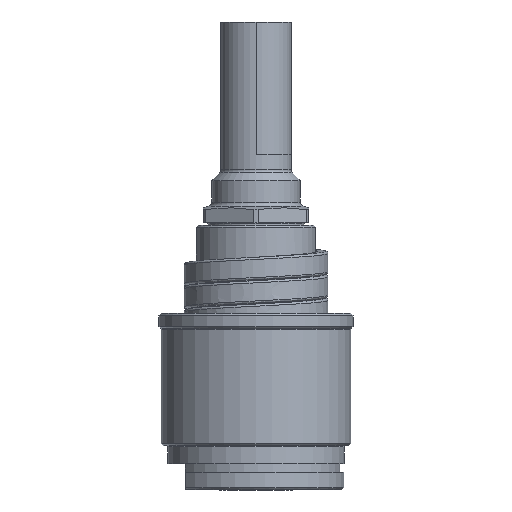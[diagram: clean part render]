
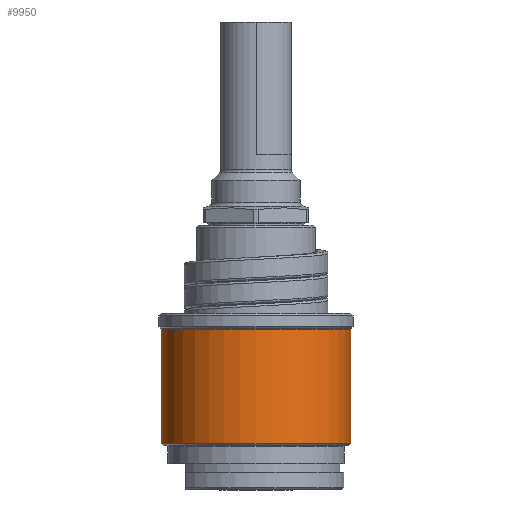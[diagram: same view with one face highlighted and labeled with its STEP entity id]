
A CAD part, front view. The second image highlights one B-rep face of the part: STEP entity #9950.
In plain terms, the highlighted cylindrical face has radius 21.5 mm (diameter 43 mm), a partial arc.
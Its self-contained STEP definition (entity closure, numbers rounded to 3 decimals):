
#2956=CARTESIAN_POINT('',(0.,0.,10.583));
#2957=DIRECTION('',(0.,0.,1.));
#2958=DIRECTION('',(-1.,0.,0.));
#2959=AXIS2_PLACEMENT_3D('',#2956,#2957,#2958);
#2961=DIRECTION('',(0.,0.,-1.));
#2962=VECTOR('',#2961,25.834);
#2963=CARTESIAN_POINT('',(-21.5,0.,36.417));
#2964=LINE('',#2963,#2962);
#2965=CARTESIAN_POINT('',(0.,0.,36.417));
#2966=DIRECTION('',(0.,0.,1.));
#2967=DIRECTION('',(-1.,0.,0.));
#2968=AXIS2_PLACEMENT_3D('',#2965,#2966,#2967);
#2970=DIRECTION('',(0.,0.,-1.));
#2971=VECTOR('',#2970,25.834);
#2972=CARTESIAN_POINT('',(21.5,0.,36.417));
#2973=LINE('',#2972,#2971);
#5587=CARTESIAN_POINT('',(21.5,0.,36.417));
#5588=CARTESIAN_POINT('',(-21.5,0.,36.417));
#5589=VERTEX_POINT('',#5587);
#5590=VERTEX_POINT('',#5588);
#5613=CARTESIAN_POINT('',(21.5,0.,10.583));
#5614=VERTEX_POINT('',#5613);
#5615=CARTESIAN_POINT('',(-21.5,0.,10.583));
#5616=VERTEX_POINT('',#5615);
#9938=CARTESIAN_POINT('',(0.,0.,8.5));
#9939=DIRECTION('',(0.,0.,1.));
#9940=DIRECTION('',(-1.,0.,0.));
#9941=AXIS2_PLACEMENT_3D('',#9938,#9939,#9940);
#9942=CYLINDRICAL_SURFACE('',#9941,21.5);
#9943=ORIENTED_EDGE('',*,*,#9919,.F.);
#9944=ORIENTED_EDGE('',*,*,#9900,.F.);
#9946=ORIENTED_EDGE('',*,*,#9945,.T.);
#9947=ORIENTED_EDGE('',*,*,#9896,.T.);
#9948=EDGE_LOOP('',(#9943,#9944,#9946,#9947));
#9949=FACE_OUTER_BOUND('',#9948,.F.);
#2960=CIRCLE('',#2959,21.5);
#2969=CIRCLE('',#2968,21.5);
#9896=EDGE_CURVE('',#5589,#5614,#2973,.T.);
#9900=EDGE_CURVE('',#5590,#5616,#2964,.T.);
#9919=EDGE_CURVE('',#5616,#5614,#2960,.T.);
#9945=EDGE_CURVE('',#5590,#5589,#2969,.T.);
#9950=ADVANCED_FACE('',(#9949),#9942,.T.);
